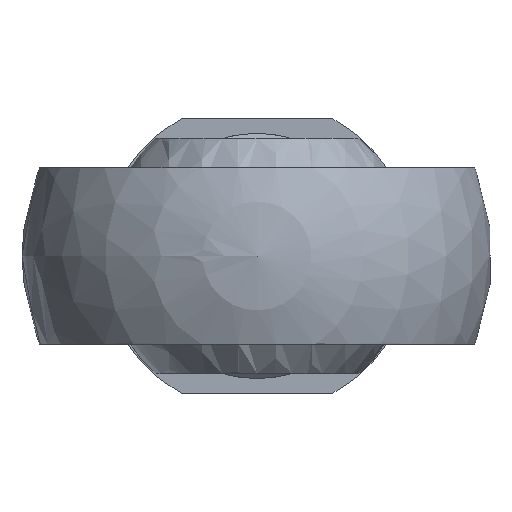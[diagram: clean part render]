
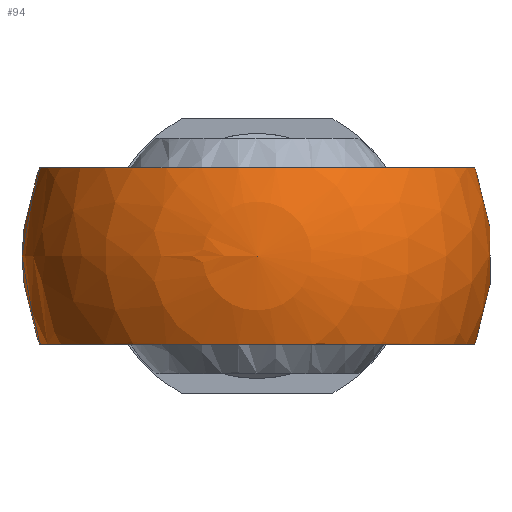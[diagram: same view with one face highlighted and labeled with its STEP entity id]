
A CAD part, left-side view. The second image highlights one B-rep face of the part: STEP entity #94.
In plain terms, the highlighted spherical face has radius 12 mm.
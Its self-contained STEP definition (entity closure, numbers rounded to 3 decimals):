
#94 = ADVANCED_FACE( '', ( #179, #180 ), #181, .T. );
#179 = FACE_BOUND( '', #275, .T. );
#180 = FACE_OUTER_BOUND( '', #276, .T. );
#181 = SPHERICAL_SURFACE( '', #277, 12. );
#275 = VERTEX_LOOP( '', #371 );
#276 = EDGE_LOOP( '', ( #372, #373, #374, #375 ) );
#277 = AXIS2_PLACEMENT_3D( '', #376, #377, #378 );
#371 = VERTEX_POINT( '', #534 );
#372 = ORIENTED_EDGE( '', *, *, #535, .F. );
#373 = ORIENTED_EDGE( '', *, *, #532, .T. );
#374 = ORIENTED_EDGE( '', *, *, #536, .F. );
#375 = ORIENTED_EDGE( '', *, *, #537, .T. );
#376 = CARTESIAN_POINT( '', ( 0., 0., 0. ) );
#377 = DIRECTION( '', ( 1., 0., 0. ) );
#378 = DIRECTION( '', ( 0., 1., 0. ) );
#532 = EDGE_CURVE( '', #603, #605, #607, .F. );
#534 = CARTESIAN_POINT( '', ( -12., 0., 0. ) );
#535 = EDGE_CURVE( '', #603, #609, #610, .T. );
#536 = EDGE_CURVE( '', #611, #605, #612, .T. );
#537 = EDGE_CURVE( '', #611, #609, #613, .F. );
#603 = VERTEX_POINT( '', #696 );
#605 = VERTEX_POINT( '', #703 );
#607 = CIRCLE( '', #710, 11.124 );
#609 = VERTEX_POINT( '', #712 );
#610 = CIRCLE( '', #713, 10.327 );
#611 = VERTEX_POINT( '', #714 );
#612 = CIRCLE( '', #715, 10.327 );
#613 = CIRCLE( '', #716, 11.124 );
#696 = CARTESIAN_POINT( '', ( 6.112, -9.295, 4.5 ) );
#703 = CARTESIAN_POINT( '', ( 6.112, 9.295, 4.5 ) );
#710 = AXIS2_PLACEMENT_3D( '', #819, #820, #821 );
#712 = CARTESIAN_POINT( '', ( 6.112, -9.295, -4.5 ) );
#713 = AXIS2_PLACEMENT_3D( '', #822, #823, #824 );
#714 = CARTESIAN_POINT( '', ( 6.112, 9.295, -4.5 ) );
#715 = AXIS2_PLACEMENT_3D( '', #825, #826, #827 );
#716 = AXIS2_PLACEMENT_3D( '', #828, #829, #830 );
#819 = CARTESIAN_POINT( '', ( 0., 0., 4.5 ) );
#820 = DIRECTION( '', ( 0., 0., 1. ) );
#821 = DIRECTION( '', ( 1., 0., 0. ) );
#822 = CARTESIAN_POINT( '', ( 6.112, 0., 0. ) );
#823 = DIRECTION( '', ( 1., 0., 0. ) );
#824 = DIRECTION( '', ( 0., 0., -1. ) );
#825 = CARTESIAN_POINT( '', ( 6.112, 0., 0. ) );
#826 = DIRECTION( '', ( 1., 0., 0. ) );
#827 = DIRECTION( '', ( 0., 0., -1. ) );
#828 = CARTESIAN_POINT( '', ( 0., 0., -4.5 ) );
#829 = DIRECTION( '', ( 0., 0., -1. ) );
#830 = DIRECTION( '', ( -1., 0., 0. ) );
